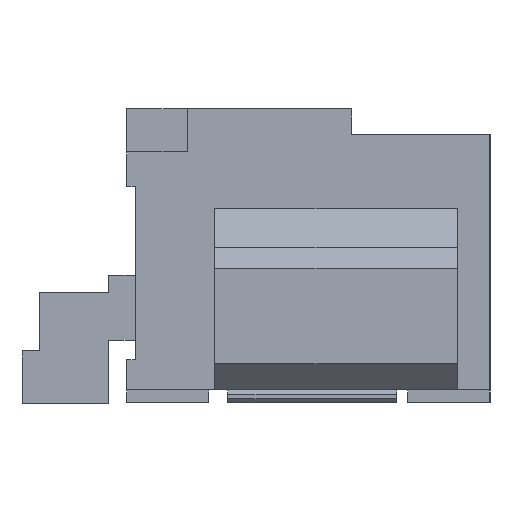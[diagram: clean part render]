
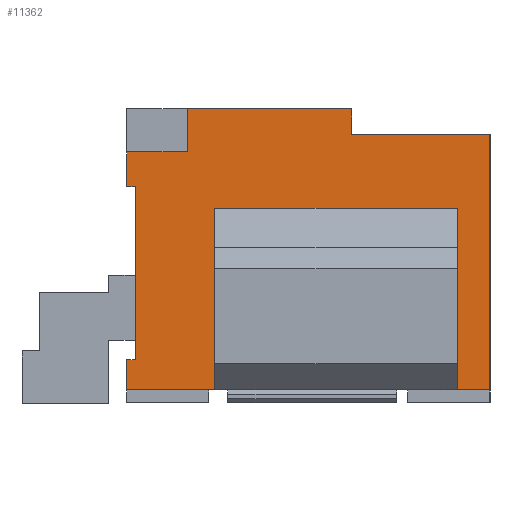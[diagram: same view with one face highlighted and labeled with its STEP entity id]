
A CAD part, left-side view. The second image highlights one B-rep face of the part: STEP entity #11362.
In plain terms, the highlighted planar face has unit normal (-1, 0, 0).
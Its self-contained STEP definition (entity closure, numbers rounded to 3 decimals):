
#1746=ORIENTED_EDGE('',*,*,#2865,.F.);
#1747=ORIENTED_EDGE('',*,*,#3209,.T.);
#1748=ORIENTED_EDGE('',*,*,#3192,.F.);
#1749=ORIENTED_EDGE('',*,*,#3177,.F.);
#1750=ORIENTED_EDGE('',*,*,#3146,.T.);
#1751=ORIENTED_EDGE('',*,*,#3126,.F.);
#1752=ORIENTED_EDGE('',*,*,#3122,.T.);
#1753=ORIENTED_EDGE('',*,*,#3149,.T.);
#1754=ORIENTED_EDGE('',*,*,#2950,.F.);
#1755=ORIENTED_EDGE('',*,*,#3150,.F.);
#1756=ORIENTED_EDGE('',*,*,#2954,.F.);
#1757=ORIENTED_EDGE('',*,*,#3317,.T.);
#1758=ORIENTED_EDGE('',*,*,#2872,.F.);
#1759=ORIENTED_EDGE('',*,*,#3168,.T.);
#1760=ORIENTED_EDGE('',*,*,#3166,.T.);
#1761=ORIENTED_EDGE('',*,*,#2917,.T.);
#2865=EDGE_CURVE('',#3897,#3898,#4825,.T.);
#2872=EDGE_CURVE('',#3904,#3905,#4832,.T.);
#2917=EDGE_CURVE('',#3943,#3898,#4877,.T.);
#2950=EDGE_CURVE('',#3963,#3964,#4910,.T.);
#2954=EDGE_CURVE('',#3967,#3968,#4914,.T.);
#3122=EDGE_CURVE('',#4092,#4091,#5082,.T.);
#3126=EDGE_CURVE('',#4092,#4095,#5086,.T.);
#3146=EDGE_CURVE('',#4096,#4095,#5106,.T.);
#3149=EDGE_CURVE('',#4091,#3964,#5109,.T.);
#3150=EDGE_CURVE('',#3968,#3963,#5110,.T.);
#3166=EDGE_CURVE('',#4105,#3943,#5126,.T.);
#3168=EDGE_CURVE('',#3904,#4105,#5128,.T.);
#3177=EDGE_CURVE('',#4096,#4111,#5137,.T.);
#3192=EDGE_CURVE('',#4111,#4121,#5152,.T.);
#3209=EDGE_CURVE('',#3897,#4121,#5169,.T.);
#3317=EDGE_CURVE('',#3967,#3905,#5277,.T.);
#3897=VERTEX_POINT('',#14956);
#3898=VERTEX_POINT('',#14958);
#3904=VERTEX_POINT('',#14970);
#3905=VERTEX_POINT('',#14972);
#3943=VERTEX_POINT('',#15065);
#3963=VERTEX_POINT('',#15130);
#3964=VERTEX_POINT('',#15131);
#3967=VERTEX_POINT('',#15139);
#3968=VERTEX_POINT('',#15140);
#4091=VERTEX_POINT('',#15490);
#4092=VERTEX_POINT('',#15492);
#4095=VERTEX_POINT('',#15500);
#4096=VERTEX_POINT('',#15504);
#4105=VERTEX_POINT('',#15557);
#4111=VERTEX_POINT('',#15581);
#4121=VERTEX_POINT('',#15611);
#4825=LINE('',#14957,#6005);
#4832=LINE('',#14971,#6012);
#4877=LINE('',#15064,#6057);
#4910=LINE('',#15129,#6090);
#4914=LINE('',#15138,#6094);
#5082=LINE('',#15491,#6262);
#5086=LINE('',#15499,#6266);
#5106=LINE('',#15524,#6286);
#5109=LINE('',#15529,#6289);
#5110=LINE('',#15531,#6290);
#5126=LINE('',#15560,#6306);
#5128=LINE('',#15564,#6308);
#5137=LINE('',#15580,#6317);
#5152=LINE('',#15610,#6332);
#5169=LINE('',#15643,#6349);
#5277=LINE('',#15854,#6457);
#6005=VECTOR('',#12747,1000.);
#6012=VECTOR('',#12754,1000.);
#6057=VECTOR('',#12819,1000.);
#6090=VECTOR('',#12876,1000.);
#6094=VECTOR('',#12882,1000.);
#6262=VECTOR('',#13170,1000.);
#6266=VECTOR('',#13176,1000.);
#6286=VECTOR('',#13198,1000.);
#6289=VECTOR('',#13205,1000.);
#6290=VECTOR('',#13208,1000.);
#6306=VECTOR('',#13234,1000.);
#6308=VECTOR('',#13240,1000.);
#6317=VECTOR('',#13255,1000.);
#6332=VECTOR('',#13280,1000.);
#6349=VECTOR('',#13311,1000.);
#6457=VECTOR('',#13467,1000.);
#7032=EDGE_LOOP('',(#1746,#1747,#1748,#1749,#1750,#1751,#1752,#1753,#1754,
#1755,#1756,#1757,#1758,#1759,#1760,#1761));
#7490=FACE_BOUND('',#7032,.T.);
#7920=PLANE('',#11799);
#11362=ADVANCED_FACE('',(#7490),#7920,.T.);
#11799=AXIS2_PLACEMENT_3D('',#15853,#13465,#13466);
#12747=DIRECTION('',(0.,1.,0.));
#12754=DIRECTION('',(0.,1.,0.));
#12819=DIRECTION('',(0.,0.,-1.));
#12876=DIRECTION('',(0.,1.,0.));
#12882=DIRECTION('',(0.,-1.,0.));
#13170=DIRECTION('',(0.,1.,0.));
#13176=DIRECTION('',(0.,0.,1.));
#13198=DIRECTION('',(0.,1.,0.));
#13205=DIRECTION('',(0.,0.,-1.));
#13208=DIRECTION('',(0.,0.,1.));
#13234=DIRECTION('',(0.,-1.,0.));
#13240=DIRECTION('',(0.,0.,1.));
#13255=DIRECTION('',(0.,0.,-1.));
#13280=DIRECTION('',(0.,-1.,0.));
#13311=DIRECTION('',(0.,0.,1.));
#13465=DIRECTION('',(-1.,0.,0.));
#13466=DIRECTION('',(0.,0.,1.));
#13467=DIRECTION('',(0.,0.,-1.));
#14956=CARTESIAN_POINT('',(-9.625,-2.1,-1.55));
#14957=CARTESIAN_POINT('',(-9.625,0.,-1.55));
#14958=CARTESIAN_POINT('',(-9.625,-1.72,-1.55));
#14970=CARTESIAN_POINT('',(-9.625,1.08,-1.55));
#14971=CARTESIAN_POINT('',(-9.625,0.,-1.55));
#14972=CARTESIAN_POINT('',(-9.625,2.1,-1.55));
#15064=CARTESIAN_POINT('',(-9.625,-1.72,0.1));
#15065=CARTESIAN_POINT('',(-9.625,-1.72,0.55));
#15129=CARTESIAN_POINT('',(-9.625,0.,0.8));
#15130=CARTESIAN_POINT('',(-9.625,2.,0.8));
#15131=CARTESIAN_POINT('',(-9.625,2.1,0.8));
#15138=CARTESIAN_POINT('',(-9.625,0.,-1.2));
#15139=CARTESIAN_POINT('',(-9.625,2.1,-1.2));
#15140=CARTESIAN_POINT('',(-9.625,2.,-1.2));
#15490=CARTESIAN_POINT('',(-9.625,2.1,1.2));
#15491=CARTESIAN_POINT('',(-9.625,1.4,1.2));
#15492=CARTESIAN_POINT('',(-9.625,1.4,1.2));
#15499=CARTESIAN_POINT('',(-9.625,1.4,1.2));
#15500=CARTESIAN_POINT('',(-9.625,1.4,1.7));
#15504=CARTESIAN_POINT('',(-9.625,-0.5,1.7));
#15524=CARTESIAN_POINT('',(-9.625,-2.1,1.7));
#15529=CARTESIAN_POINT('',(-9.625,2.1,1.7));
#15531=CARTESIAN_POINT('',(-9.625,2.,0.));
#15557=CARTESIAN_POINT('',(-9.625,1.08,0.55));
#15560=CARTESIAN_POINT('',(-9.625,-1.72,0.55));
#15564=CARTESIAN_POINT('',(-9.625,1.08,-1.7));
#15580=CARTESIAN_POINT('',(-9.625,-0.5,0.));
#15581=CARTESIAN_POINT('',(-9.625,-0.5,1.4));
#15610=CARTESIAN_POINT('',(-9.625,0.,1.4));
#15611=CARTESIAN_POINT('',(-9.625,-2.1,1.4));
#15643=CARTESIAN_POINT('',(-9.625,-2.1,-1.7));
#15853=CARTESIAN_POINT('',(-9.625,0.,0.));
#15854=CARTESIAN_POINT('',(-9.625,2.1,1.7));
